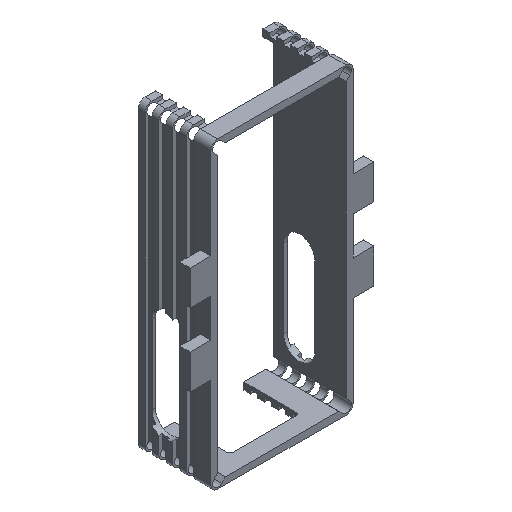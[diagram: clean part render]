
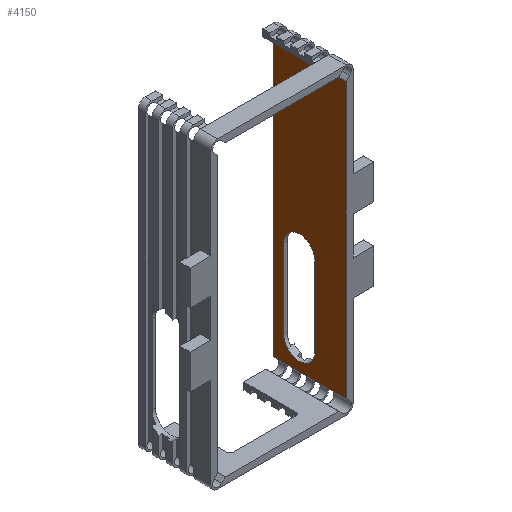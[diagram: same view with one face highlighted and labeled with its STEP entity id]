
A CAD part, isometric view. The second image highlights one B-rep face of the part: STEP entity #4150.
In plain terms, the highlighted planar face has unit normal (-1, 0, 0).
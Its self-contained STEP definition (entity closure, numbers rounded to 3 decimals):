
#17=FACE_BOUND('',#477,.T.);
#137=PLANE('',#4453);
#305=FACE_OUTER_BOUND('',#476,.T.);
#476=EDGE_LOOP('',(#3758,#3759,#3760,#3761));
#477=EDGE_LOOP('',(#3762,#3763,#3764,#3765));
#499=LINE('',#5571,#987);
#578=LINE('',#5759,#1066);
#681=LINE('',#6002,#1169);
#705=LINE('',#6061,#1193);
#789=LINE('',#6263,#1277);
#965=LINE('',#6668,#1453);
#987=VECTOR('',#4509,10.);
#1066=VECTOR('',#4650,10.);
#1169=VECTOR('',#4841,10.);
#1193=VECTOR('',#4889,10.);
#1277=VECTOR('',#5043,10.);
#1453=VECTOR('',#5495,10.);
#1562=CIRCLE('',#4419,4.5);
#1565=CIRCLE('',#4452,4.5);
#1593=VERTEX_POINT('',#5568);
#1594=VERTEX_POINT('',#5570);
#1671=VERTEX_POINT('',#5756);
#1672=VERTEX_POINT('',#5758);
#1767=VERTEX_POINT('',#5999);
#1768=VERTEX_POINT('',#6001);
#1952=VERTEX_POINT('',#6593);
#1965=VERTEX_POINT('',#6666);
#1997=EDGE_CURVE('',#1594,#1593,#499,.T.);
#2094=EDGE_CURVE('',#1672,#1671,#578,.T.);
#2220=EDGE_CURVE('',#1768,#1767,#681,.T.);
#2251=EDGE_CURVE('',#1671,#1594,#705,.T.);
#2357=EDGE_CURVE('',#1672,#1593,#789,.T.);
#2532=EDGE_CURVE('',#1767,#1952,#1562,.T.);
#2564=EDGE_CURVE('',#1952,#1965,#965,.T.);
#2565=EDGE_CURVE('',#1965,#1768,#1565,.T.);
#3758=ORIENTED_EDGE('',*,*,#1997,.T.);
#3759=ORIENTED_EDGE('',*,*,#2357,.F.);
#3760=ORIENTED_EDGE('',*,*,#2094,.T.);
#3761=ORIENTED_EDGE('',*,*,#2251,.T.);
#3762=ORIENTED_EDGE('',*,*,#2532,.T.);
#3763=ORIENTED_EDGE('',*,*,#2564,.T.);
#3764=ORIENTED_EDGE('',*,*,#2565,.T.);
#3765=ORIENTED_EDGE('',*,*,#2220,.T.);
#4150=ADVANCED_FACE('',(#305,#17),#137,.F.);
#4419=AXIS2_PLACEMENT_3D('',#6595,#5404,#5405);
#4452=AXIS2_PLACEMENT_3D('',#6671,#5500,#5501);
#4453=AXIS2_PLACEMENT_3D('',#6672,#5502,#5503);
#4509=DIRECTION('',(0.,-1.,0.));
#4650=DIRECTION('',(0.,1.,0.));
#4841=DIRECTION('',(0.,0.,-1.));
#4889=DIRECTION('',(0.,0.,-1.));
#5043=DIRECTION('',(0.,0.,-1.));
#5404=DIRECTION('center_axis',(1.,0.,0.));
#5405=DIRECTION('ref_axis',(0.,0.,-1.));
#5495=DIRECTION('',(0.,0.,1.));
#5500=DIRECTION('center_axis',(1.,0.,0.));
#5501=DIRECTION('ref_axis',(0.,1.,0.));
#5502=DIRECTION('center_axis',(1.,0.,0.));
#5503=DIRECTION('ref_axis',(0.,0.,-1.));
#5568=CARTESIAN_POINT('',(18.5,-10.5,-39.629));
#5570=CARTESIAN_POINT('',(18.5,10.5,-39.629));
#5571=CARTESIAN_POINT('',(18.5,5.25,-39.629));
#5756=CARTESIAN_POINT('',(18.5,10.5,39.584));
#5758=CARTESIAN_POINT('',(18.5,-10.5,39.584));
#5759=CARTESIAN_POINT('',(18.5,5.25,39.584));
#5999=CARTESIAN_POINT('',(18.5,-1.5,-32.538));
#6001=CARTESIAN_POINT('',(18.5,-1.5,-9.75));
#6002=CARTESIAN_POINT('',(18.5,-1.5,-23.25));
#6061=CARTESIAN_POINT('',(18.5,10.5,38.));
#6263=CARTESIAN_POINT('',(18.5,-10.5,33.25));
#6593=CARTESIAN_POINT('',(18.5,7.5,-32.538));
#6595=CARTESIAN_POINT('Origin',(18.5,3.,-32.538));
#6666=CARTESIAN_POINT('',(18.5,7.5,-9.75));
#6668=CARTESIAN_POINT('',(18.5,7.5,-8.25));
#6671=CARTESIAN_POINT('Origin',(18.5,3.,-9.75));
#6672=CARTESIAN_POINT('Origin',(18.5,0.,-6.75));
